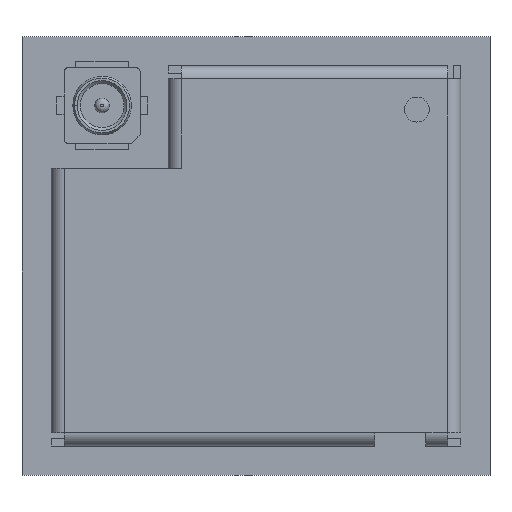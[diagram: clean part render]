
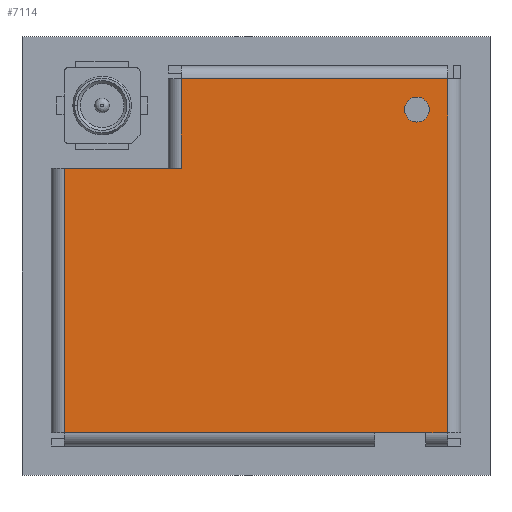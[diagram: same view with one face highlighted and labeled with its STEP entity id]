
A CAD part, top view. The second image highlights one B-rep face of the part: STEP entity #7114.
In plain terms, the highlighted planar face has unit normal (0, 0, 1).
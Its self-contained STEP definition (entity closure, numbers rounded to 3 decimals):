
#5570 = VERTEX_POINT('',#5571);
#5571 = CARTESIAN_POINT('',(5.801,-6.05,3.3));
#5577 = EDGE_CURVE('',#5570,#5578,#5580,.T.);
#5578 = VERTEX_POINT('',#5579);
#5579 = CARTESIAN_POINT('',(4.051,-6.05,3.3));
#5580 = LINE('',#5581,#5582);
#5581 = CARTESIAN_POINT('',(5.801,-6.05,3.3));
#5582 = VECTOR('',#5583,1.);
#5583 = DIRECTION('',(-1.,0.,0.));
#5951 = EDGE_CURVE('',#5952,#5954,#5956,.T.);
#5952 = VERTEX_POINT('',#5953);
#5953 = CARTESIAN_POINT('',(-6.549,3.,3.3));
#5954 = VERTEX_POINT('',#5955);
#5955 = CARTESIAN_POINT('',(-6.549,-6.05,3.3));
#5956 = LINE('',#5957,#5958);
#5957 = CARTESIAN_POINT('',(-6.549,3.,3.3));
#5958 = VECTOR('',#5959,1.);
#5959 = DIRECTION('',(0.,-1.,0.));
#6119 = EDGE_CURVE('',#6120,#6122,#6124,.T.);
#6120 = VERTEX_POINT('',#6121);
#6121 = CARTESIAN_POINT('',(-2.549,6.05,3.3));
#6122 = VERTEX_POINT('',#6123);
#6123 = CARTESIAN_POINT('',(-2.549,3.002,3.3));
#6124 = LINE('',#6125,#6126);
#6125 = CARTESIAN_POINT('',(-2.549,3.,3.3));
#6126 = VECTOR('',#6127,1.);
#6127 = DIRECTION('',(0.,-1.,0.));
#6462 = VERTEX_POINT('',#6463);
#6463 = CARTESIAN_POINT('',(6.551,6.05,3.3));
#6637 = VERTEX_POINT('',#6638);
#6638 = CARTESIAN_POINT('',(6.551,-6.05,3.3));
#6791 = EDGE_CURVE('',#6792,#6792,#6794,.T.);
#6792 = VERTEX_POINT('',#6793);
#6793 = CARTESIAN_POINT('',(5.501,5.425,3.3));
#6794 = CIRCLE('',#6795,0.425);
#6795 = AXIS2_PLACEMENT_3D('',#6796,#6797,#6798);
#6796 = CARTESIAN_POINT('',(5.501,5.,3.3));
#6797 = DIRECTION('',(0.,0.,-1.));
#6798 = DIRECTION('',(0.,1.,0.));
#6937 = EDGE_CURVE('',#5954,#5578,#6938,.T.);
#6938 = LINE('',#6939,#6940);
#6939 = CARTESIAN_POINT('',(-6.999,-6.05,3.3));
#6940 = VECTOR('',#6941,1.);
#6941 = DIRECTION('',(1.,0.,0.));
#7021 = EDGE_CURVE('',#6637,#6462,#7022,.T.);
#7022 = LINE('',#7023,#7024);
#7023 = CARTESIAN_POINT('',(6.551,-6.05,3.3));
#7024 = VECTOR('',#7025,1.);
#7025 = DIRECTION('',(0.,1.,0.));
#7079 = EDGE_CURVE('',#6462,#6120,#7080,.T.);
#7080 = LINE('',#7081,#7082);
#7081 = CARTESIAN_POINT('',(6.551,6.05,3.3));
#7082 = VECTOR('',#7083,1.);
#7083 = DIRECTION('',(-1.,0.,0.));
#7097 = VERTEX_POINT('',#7098);
#7098 = CARTESIAN_POINT('',(-2.549,3.,3.3));
#7104 = EDGE_CURVE('',#6122,#7097,#7105,.T.);
#7105 = LINE('',#7106,#7107);
#7106 = CARTESIAN_POINT('',(-2.549,3.,3.3));
#7107 = VECTOR('',#7108,1.);
#7108 = DIRECTION('',(0.,-1.,0.));
#7114 = ADVANCED_FACE('',(#7115,#7136),#7139,.F.);
#7115 = FACE_BOUND('',#7116,.T.);
#7116 = EDGE_LOOP('',(#7117,#7123,#7124,#7125,#7126,#7132,#7133,#7134,
    #7135));
#7117 = ORIENTED_EDGE('',*,*,#7118,.F.);
#7118 = EDGE_CURVE('',#5952,#7097,#7119,.T.);
#7119 = LINE('',#7120,#7121);
#7120 = CARTESIAN_POINT('',(-6.999,3.,3.3));
#7121 = VECTOR('',#7122,1.);
#7122 = DIRECTION('',(1.,0.,0.));
#7123 = ORIENTED_EDGE('',*,*,#5951,.T.);
#7124 = ORIENTED_EDGE('',*,*,#6937,.T.);
#7125 = ORIENTED_EDGE('',*,*,#5577,.F.);
#7126 = ORIENTED_EDGE('',*,*,#7127,.T.);
#7127 = EDGE_CURVE('',#5570,#6637,#7128,.T.);
#7128 = LINE('',#7129,#7130);
#7129 = CARTESIAN_POINT('',(-6.999,-6.05,3.3));
#7130 = VECTOR('',#7131,1.);
#7131 = DIRECTION('',(1.,0.,0.));
#7132 = ORIENTED_EDGE('',*,*,#7021,.T.);
#7133 = ORIENTED_EDGE('',*,*,#7079,.T.);
#7134 = ORIENTED_EDGE('',*,*,#6119,.T.);
#7135 = ORIENTED_EDGE('',*,*,#7104,.T.);
#7136 = FACE_BOUND('',#7137,.T.);
#7137 = EDGE_LOOP('',(#7138));
#7138 = ORIENTED_EDGE('',*,*,#6791,.T.);
#7139 = PLANE('',#7140);
#7140 = AXIS2_PLACEMENT_3D('',#7141,#7142,#7143);
#7141 = CARTESIAN_POINT('',(0.001,0.,3.3)
  );
#7142 = DIRECTION('',(0.,0.,-1.));
#7143 = DIRECTION('',(0.,-1.,0.));
